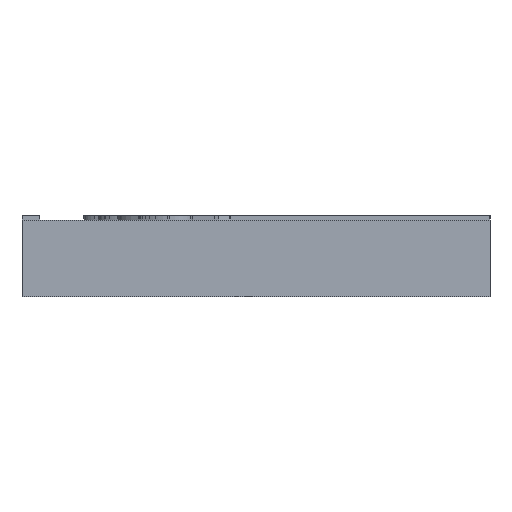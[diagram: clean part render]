
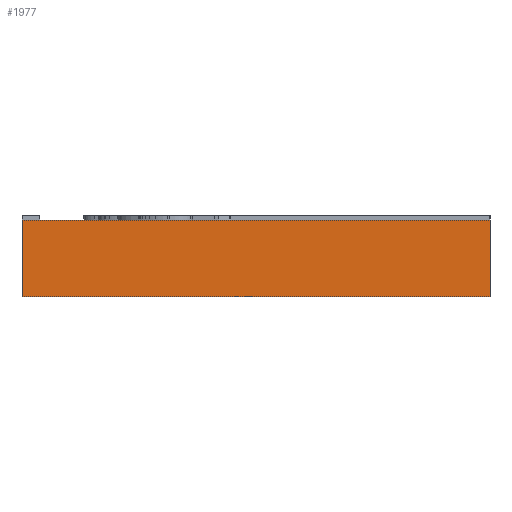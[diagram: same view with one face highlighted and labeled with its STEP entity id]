
A CAD part, front view. The second image highlights one B-rep face of the part: STEP entity #1977.
In plain terms, the highlighted planar face has unit normal (0, -1, 0).
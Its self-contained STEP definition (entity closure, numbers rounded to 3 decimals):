
#246 = CARTESIAN_POINT ( 'NONE',  ( 4.9, -64.25, 0.8 ) ) ;
#1010 = CARTESIAN_POINT ( 'NONE',  ( 4.9, -64.25, 0.8 ) ) ;
#1044 = AXIS2_PLACEMENT_3D ( 'NONE', #2000, #10882, #2991 ) ;
#1977 = ADVANCED_FACE ( 'NONE', ( #8290 ), #13373, .F. ) ;
#2000 = CARTESIAN_POINT ( 'NONE',  ( -4.9, -64.25, 0.8 ) ) ;
#2326 = VECTOR ( 'NONE', #13272, 1000. ) ;
#2464 = EDGE_CURVE ( 'NONE', #10006, #15807, #15243, .T. ) ;
#2740 = DIRECTION ( 'NONE',  ( 1., 0., 0. ) ) ;
#2918 = VECTOR ( 'NONE', #10366, 1000. ) ;
#2991 = DIRECTION ( 'NONE',  ( 0., 0., 1. ) ) ;
#3068 = EDGE_CURVE ( 'NONE', #9441, #15807, #6396, .T. ) ;
#3886 = CARTESIAN_POINT ( 'NONE',  ( -4.9, -64.25, -0.8 ) ) ;
#5109 = ORIENTED_EDGE ( 'NONE', *, *, #5734, .T. ) ;
#5318 = DIRECTION ( 'NONE',  ( 0., 0., -1. ) ) ;
#5587 = EDGE_LOOP ( 'NONE', ( #7209, #15155, #11407, #5109 ) ) ;
#5734 = EDGE_CURVE ( 'NONE', #12905, #10006, #7031, .T. ) ;
#6396 = LINE ( 'NONE', #246, #15889 ) ;
#7031 = LINE ( 'NONE', #12270, #2326 ) ;
#7114 = CARTESIAN_POINT ( 'NONE',  ( -4.9, -64.25, 0.8 ) ) ;
#7209 = ORIENTED_EDGE ( 'NONE', *, *, #2464, .T. ) ;
#7622 = CARTESIAN_POINT ( 'NONE',  ( -4.9, -64.25, -0.8 ) ) ;
#7632 = CARTESIAN_POINT ( 'NONE',  ( 4.9, -64.25, -0.8 ) ) ;
#8290 = FACE_OUTER_BOUND ( 'NONE', #5587, .T. ) ;
#9110 = CARTESIAN_POINT ( 'NONE',  ( -4.9, -64.25, 0.8 ) ) ;
#9441 = VERTEX_POINT ( 'NONE', #1010 ) ;
#10006 = VERTEX_POINT ( 'NONE', #7622 ) ;
#10366 = DIRECTION ( 'NONE',  ( 1., 0., 0. ) ) ;
#10882 = DIRECTION ( 'NONE',  ( 0., 1., 0. ) ) ;
#11407 = ORIENTED_EDGE ( 'NONE', *, *, #13139, .F. ) ;
#11515 = LINE ( 'NONE', #9110, #12473 ) ;
#12270 = CARTESIAN_POINT ( 'NONE',  ( -4.9, -64.25, 0.8 ) ) ;
#12473 = VECTOR ( 'NONE', #2740, 1000. ) ;
#12905 = VERTEX_POINT ( 'NONE', #7114 ) ;
#13139 = EDGE_CURVE ( 'NONE', #12905, #9441, #11515, .T. ) ;
#13272 = DIRECTION ( 'NONE',  ( 0., 0., -1. ) ) ;
#13373 = PLANE ( 'NONE',  #1044 ) ;
#15155 = ORIENTED_EDGE ( 'NONE', *, *, #3068, .F. ) ;
#15243 = LINE ( 'NONE', #3886, #2918 ) ;
#15807 = VERTEX_POINT ( 'NONE', #7632 ) ;
#15889 = VECTOR ( 'NONE', #5318, 1000. ) ;
